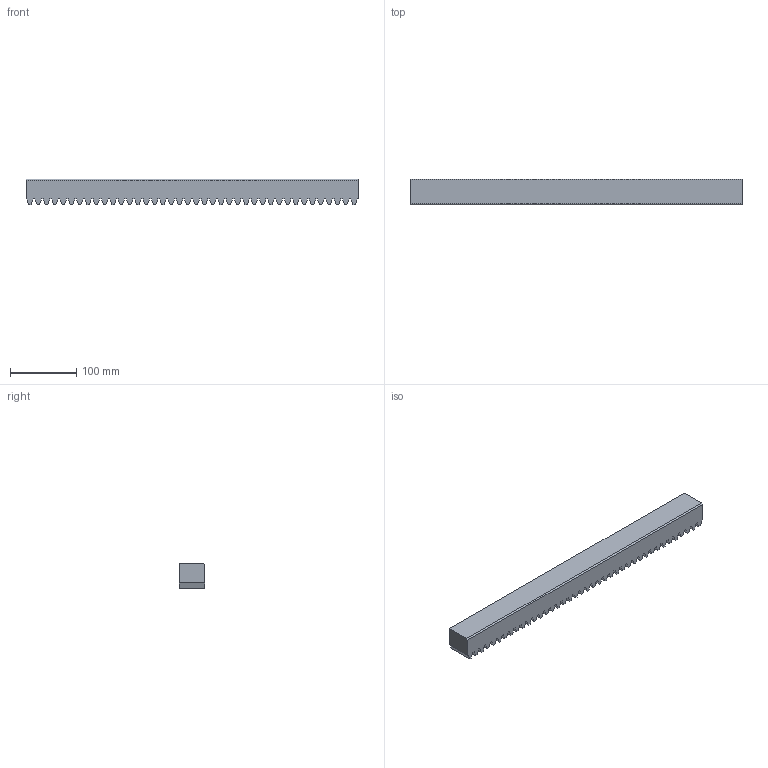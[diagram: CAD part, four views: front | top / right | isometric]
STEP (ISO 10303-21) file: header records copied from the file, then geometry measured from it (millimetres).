
FILE_DESCRIPTION(('STEP AP214'),'1');
FILE_NAME('144-040-105.stp','2017-10-10T13:04:53',('TraceParts'),('TraceParts S.A.'),'Spatial InterOp 3D',' ',' ');
FILE_SCHEMA(('automotive_design'));
Length unit declared in the file: millimetre
Products named in the file (1): 144-040-105
Bounding box: 501.92 x 39 x 39 mm (x, y, z)
Volume: 679571.1 mm3; surface area: 95461 mm2
Topology: 1 solids, 1 shells, 167 faces, 495 edges, 330 vertices
Faces by surface type: plane 167
Entity records: 6830 total; most frequent: CARTESIAN_POINT 993, ORIENTED_EDGE 990, DIRECTION 831, EDGE_CURVE 495, LINE 495, VECTOR 495, VERTEX_POINT 330, STYLED_ITEM 168
